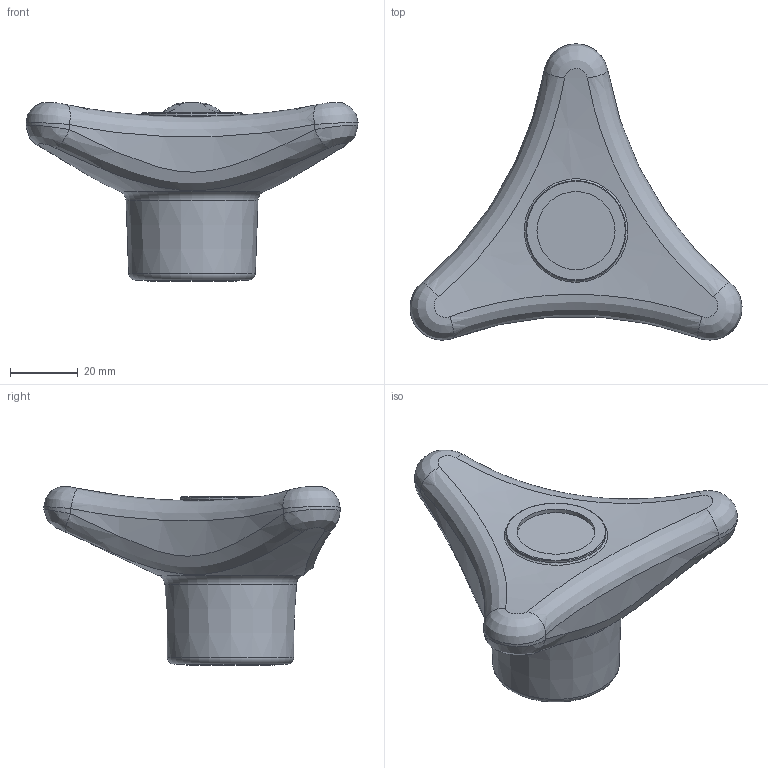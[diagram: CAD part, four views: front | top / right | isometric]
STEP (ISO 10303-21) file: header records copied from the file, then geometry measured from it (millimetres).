
FILE_DESCRIPTION( ( 'Unknown' ), '1' );
FILE_NAME( '6111100_3P110_ø8.stp', 'Unknown', ( 'Unknown' ), ( 'Unknown' ), 'PSStep 11.0', 'Unknown', ' ' );
FILE_SCHEMA( ( 'AUTOMOTIVE_DESIGN { 1 0 10303 214 1 1 1 1 }' ) );
Length unit declared in the file: millimetre
Products named in the file (1): 6111100
Bounding box: 97.8 x 87.24 x 52.69 mm (x, y, z)
Volume: 105126.6 mm3; surface area: 16371.9 mm2
Topology: 1 solids, 3 shells, 43 faces, 92 edges, 57 vertices
Faces by surface type: cylinder 14, bspline 13, plane 8, torus 4, cone 4
Full cylindrical faces by diameter (mm): 8 x1, 23 x2, 24 x1, 26 x3, 29.458 x1
Entity records: 6632 total; most frequent: CARTESIAN_POINT 5539, DIRECTION 138, ORIENTED_EDGE 130, AXIS2_PLACEMENT_3D 66, EDGE_LOOP 66, EDGE_CURVE 65, FACE_OUTER_BOUND 56, VERTEX_POINT 48
